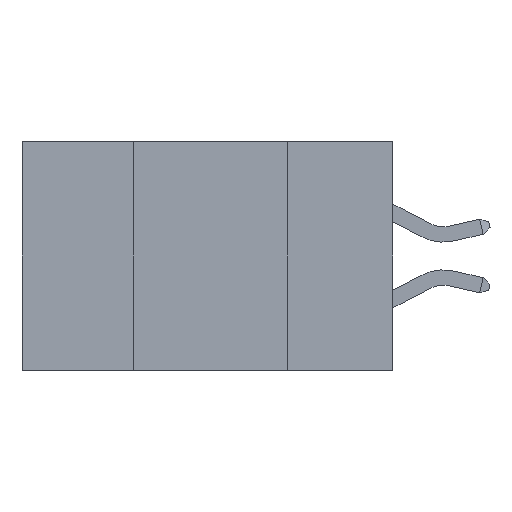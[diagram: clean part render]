
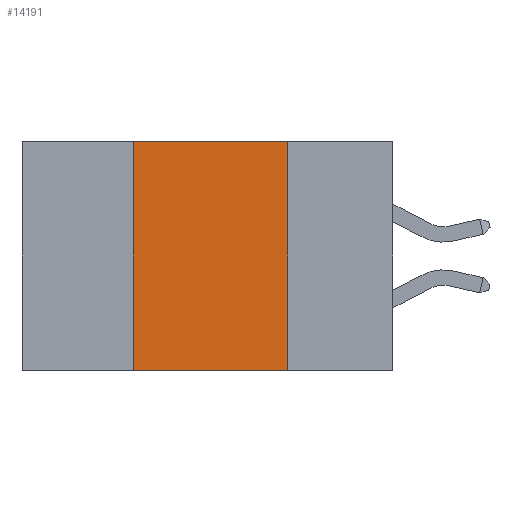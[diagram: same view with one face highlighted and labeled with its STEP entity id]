
A CAD part, left-side view. The second image highlights one B-rep face of the part: STEP entity #14191.
In plain terms, the highlighted planar face has unit normal (-1, 0, 0).
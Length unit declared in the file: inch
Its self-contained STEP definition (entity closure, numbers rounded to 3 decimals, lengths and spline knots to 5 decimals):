
#684 = ORIENTED_EDGE ( 'NONE', *, *, #5806, .F. ) ;
#738 = CARTESIAN_POINT ( 'NONE',  ( 0., 0.17, -0.37 ) ) ;
#1265 = DIRECTION ( 'NONE',  ( 0., -1., 0. ) ) ;
#1340 = FACE_OUTER_BOUND ( 'NONE', #5805, .T. ) ;
#2381 = VERTEX_POINT ( 'NONE', #738 ) ;
#2952 = DIRECTION ( 'NONE',  ( 0., 0., -1. ) ) ;
#3819 = DIRECTION ( 'NONE',  ( 0., -1., 0. ) ) ;
#5169 = CARTESIAN_POINT ( 'NONE',  ( 0., 0.42, 0. ) ) ;
#5337 = DIRECTION ( 'NONE',  ( 0., 0., 1. ) ) ;
#5805 = EDGE_LOOP ( 'NONE', ( #9446, #684, #7423, #10524 ) ) ;
#5806 = EDGE_CURVE ( 'NONE', #11337, #10592, #6361, .T. ) ;
#6361 = LINE ( 'NONE', #14983, #12150 ) ;
#6699 = CARTESIAN_POINT ( 'NONE',  ( 0., 0.42, -0.37 ) ) ;
#7423 = ORIENTED_EDGE ( 'NONE', *, *, #10712, .F. ) ;
#8522 = CARTESIAN_POINT ( 'NONE',  ( 0., 0.17, 0. ) ) ;
#8907 = PLANE ( 'NONE',  #13033 ) ;
#8993 = LINE ( 'NONE', #11243, #14492 ) ;
#9446 = ORIENTED_EDGE ( 'NONE', *, *, #11445, .F. ) ;
#9690 = CARTESIAN_POINT ( 'NONE',  ( 0., 0.6, -0.37 ) ) ;
#9883 = LINE ( 'NONE', #12288, #13174 ) ;
#9924 = EDGE_CURVE ( 'NONE', #12211, #2381, #13034, .T. ) ;
#9975 = CARTESIAN_POINT ( 'NONE',  ( 0., 0.6, 0. ) ) ;
#10025 = DIRECTION ( 'NONE',  ( 1., 0., 0. ) ) ;
#10087 = VECTOR ( 'NONE', #3819, 39.37008 ) ;
#10524 = ORIENTED_EDGE ( 'NONE', *, *, #9924, .T. ) ;
#10592 = VERTEX_POINT ( 'NONE', #8522 ) ;
#10712 = EDGE_CURVE ( 'NONE', #12211, #11337, #9883, .T. ) ;
#11243 = CARTESIAN_POINT ( 'NONE',  ( 0., 0.17, 0. ) ) ;
#11337 = VERTEX_POINT ( 'NONE', #5169 ) ;
#11445 = EDGE_CURVE ( 'NONE', #10592, #2381, #8993, .T. ) ;
#12150 = VECTOR ( 'NONE', #1265, 39.37008 ) ;
#12211 = VERTEX_POINT ( 'NONE', #6699 ) ;
#12288 = CARTESIAN_POINT ( 'NONE',  ( 0., 0.42, 0. ) ) ;
#12362 = DIRECTION ( 'NONE',  ( 0., 0., -1. ) ) ;
#13033 = AXIS2_PLACEMENT_3D ( 'NONE', #9975, #10025, #2952 ) ;
#13034 = LINE ( 'NONE', #9690, #10087 ) ;
#13174 = VECTOR ( 'NONE', #5337, 39.37008 ) ;
#14191 = ADVANCED_FACE ( 'NONE', ( #1340 ), #8907, .F. ) ;
#14492 = VECTOR ( 'NONE', #12362, 39.37008 ) ;
#14983 = CARTESIAN_POINT ( 'NONE',  ( 0., 0.6, 0. ) ) ;
